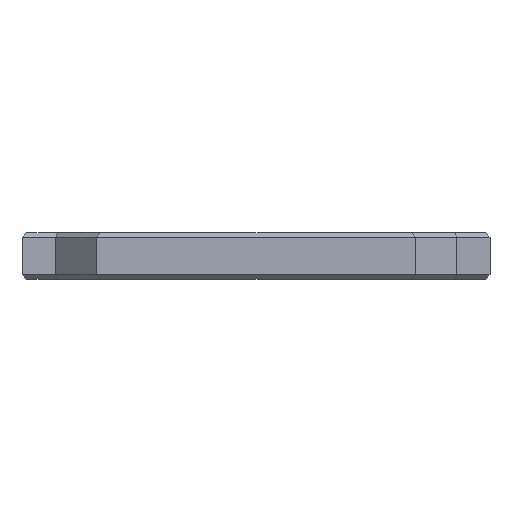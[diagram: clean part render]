
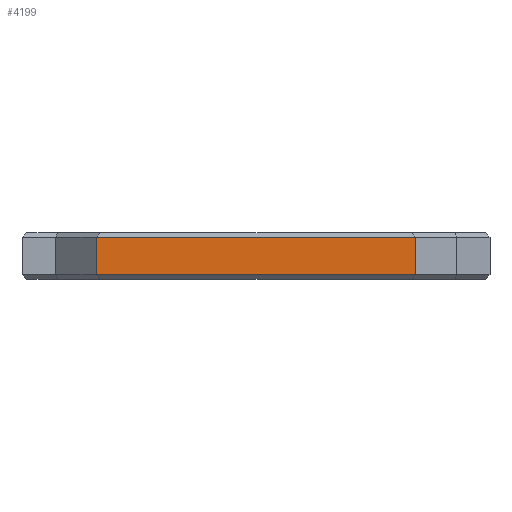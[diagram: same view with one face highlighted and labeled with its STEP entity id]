
A CAD part, left-side view. The second image highlights one B-rep face of the part: STEP entity #4199.
In plain terms, the highlighted planar face has unit normal (-1, 0, 0).
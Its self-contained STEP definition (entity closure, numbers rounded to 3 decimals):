
#411=PLANE('',#4369);
#641=FACE_OUTER_BOUND('',#891,.T.);
#891=EDGE_LOOP('',(#3849,#3850,#3851,#3852));
#1272=LINE('',#7347,#1695);
#1307=LINE('',#7415,#1730);
#1309=LINE('',#7419,#1732);
#1310=LINE('',#7420,#1733);
#1695=VECTOR('',#4959,10.);
#1730=VECTOR('',#5020,10.);
#1732=VECTOR('',#5024,10.);
#1733=VECTOR('',#5025,10.);
#2140=VERTEX_POINT('',#7340);
#2142=VERTEX_POINT('',#7346);
#2162=VERTEX_POINT('',#7414);
#2163=VERTEX_POINT('',#7418);
#2704=EDGE_CURVE('',#2140,#2142,#1272,.T.);
#2739=EDGE_CURVE('',#2142,#2162,#1307,.T.);
#2741=EDGE_CURVE('',#2140,#2163,#1309,.T.);
#2742=EDGE_CURVE('',#2162,#2163,#1310,.T.);
#3849=ORIENTED_EDGE('',*,*,#2704,.F.);
#3850=ORIENTED_EDGE('',*,*,#2741,.T.);
#3851=ORIENTED_EDGE('',*,*,#2742,.F.);
#3852=ORIENTED_EDGE('',*,*,#2739,.F.);
#4199=ADVANCED_FACE('',(#641),#411,.T.);
#4369=AXIS2_PLACEMENT_3D('',#7417,#5022,#5023);
#4959=DIRECTION('',(0.,1.,0.));
#5020=DIRECTION('',(0.,0.,1.));
#5022=DIRECTION('center_axis',(-1.,0.,0.));
#5023=DIRECTION('ref_axis',(0.,1.,0.));
#5024=DIRECTION('',(0.,0.,1.));
#5025=DIRECTION('',(0.,-1.,0.));
#7340=CARTESIAN_POINT('',(-60.33,3.93,17.5));
#7346=CARTESIAN_POINT('',(-60.33,37.93,17.5));
#7347=CARTESIAN_POINT('',(-60.33,12.53,17.5));
#7414=CARTESIAN_POINT('',(-60.33,37.93,21.5));
#7415=CARTESIAN_POINT('',(-60.33,37.93,17.));
#7417=CARTESIAN_POINT('Origin',(-60.33,4.13,22.));
#7418=CARTESIAN_POINT('',(-60.33,3.93,21.5));
#7419=CARTESIAN_POINT('',(-60.33,3.93,17.));
#7420=CARTESIAN_POINT('',(-60.33,12.53,21.5));
